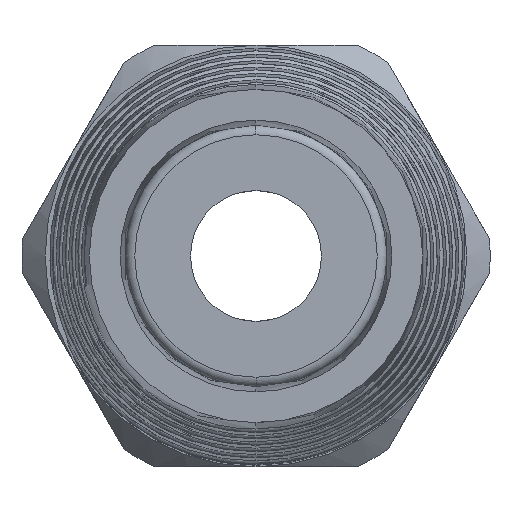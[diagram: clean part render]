
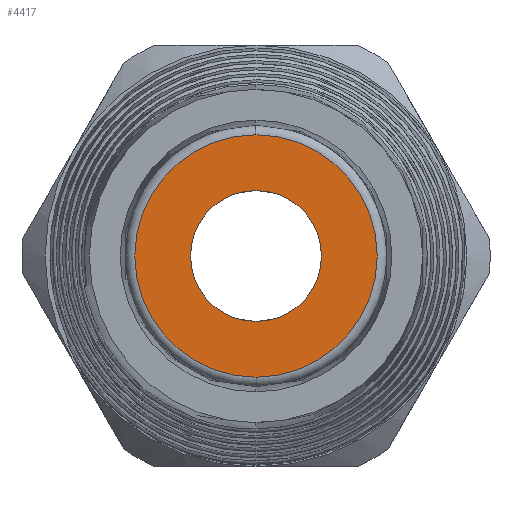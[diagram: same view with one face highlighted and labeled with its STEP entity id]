
A CAD part, left-side view. The second image highlights one B-rep face of the part: STEP entity #4417.
In plain terms, the highlighted planar face has unit normal (-1, 0, 0).
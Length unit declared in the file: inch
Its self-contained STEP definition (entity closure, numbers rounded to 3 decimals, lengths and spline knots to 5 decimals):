
#1229 = CARTESIAN_POINT ( 'NONE',  ( -1.26, 0., 0. ) ) ;
#1276 = DIRECTION ( 'NONE',  ( 0., 0., -1. ) ) ;
#1277 = DIRECTION ( 'NONE',  ( 1., 0., 0. ) ) ;
#1278 = CARTESIAN_POINT ( 'NONE',  ( -1.26, 0., 0. ) ) ;
#1279 = AXIS2_PLACEMENT_3D ( 'NONE', #1278, #1277, #1276 ) ;
#1280 = CIRCLE ( 'NONE', #1279, 0.135 ) ;
#1281 = DIRECTION ( 'NONE',  ( 0., 0., 1. ) ) ;
#1282 = DIRECTION ( 'NONE',  ( -1., 0., 0. ) ) ;
#1283 = CARTESIAN_POINT ( 'NONE',  ( -1.26, 0.25, 0. ) ) ;
#1284 = AXIS2_PLACEMENT_3D ( 'NONE', #1283, #1282, #1281 ) ;
#1285 = PLANE ( 'NONE',  #1284 ) ;
#1286 = FACE_OUTER_BOUND ( 'NONE', #4422, .T. ) ;
#1287 = FACE_BOUND ( 'NONE', #4418, .T. ) ;
#1288 = DIRECTION ( 'NONE',  ( 0., 0., -1. ) ) ;
#1289 = DIRECTION ( 'NONE',  ( 1., 0., 0. ) ) ;
#1290 = AXIS2_PLACEMENT_3D ( 'NONE', #1229, #1289, #1288 ) ;
#1291 = CIRCLE ( 'NONE', #1290, 0.25 ) ;
#4325 = EDGE_CURVE ( 'NONE', #4326, #4327, #9378, .T. ) ;
#4326 = VERTEX_POINT ( 'NONE', #9373 ) ;
#4327 = VERTEX_POINT ( 'NONE', #9372 ) ;
#4372 = EDGE_CURVE ( 'NONE', #4373, #4374, #9666, .T. ) ;
#4373 = VERTEX_POINT ( 'NONE', #9661 ) ;
#4374 = VERTEX_POINT ( 'NONE', #9660 ) ;
#4414 = EDGE_CURVE ( 'NONE', #4327, #4326, #1291, .T. ) ;
#4417 = ADVANCED_FACE ( 'NONE', ( #1287, #1286 ), #1285, .T. ) ;
#4418 = EDGE_LOOP ( 'NONE', ( #4419, #4421 ) ) ;
#4419 = ORIENTED_EDGE ( 'NONE', *, *, #4420, .T. ) ;
#4420 = EDGE_CURVE ( 'NONE', #4374, #4373, #1280, .T. ) ;
#4421 = ORIENTED_EDGE ( 'NONE', *, *, #4372, .T. ) ;
#4422 = EDGE_LOOP ( 'NONE', ( #4423, #4424 ) ) ;
#4423 = ORIENTED_EDGE ( 'NONE', *, *, #4325, .F. ) ;
#4424 = ORIENTED_EDGE ( 'NONE', *, *, #4414, .F. ) ;
#9372 = CARTESIAN_POINT ( 'NONE',  ( -1.26, 0., 0.25 ) ) ;
#9373 = CARTESIAN_POINT ( 'NONE',  ( -1.26, 0., -0.25 ) ) ;
#9374 = DIRECTION ( 'NONE',  ( 0., 0., -1. ) ) ;
#9375 = DIRECTION ( 'NONE',  ( 1., 0., 0. ) ) ;
#9376 = CARTESIAN_POINT ( 'NONE',  ( -1.26, 0., 0. ) ) ;
#9377 = AXIS2_PLACEMENT_3D ( 'NONE', #9376, #9375, #9374 ) ;
#9378 = CIRCLE ( 'NONE', #9377, 0.25 ) ;
#9660 = CARTESIAN_POINT ( 'NONE',  ( -1.26, 0., -0.135 ) ) ;
#9661 = CARTESIAN_POINT ( 'NONE',  ( -1.26, 0., 0.135 ) ) ;
#9662 = DIRECTION ( 'NONE',  ( 0., 0., -1. ) ) ;
#9663 = DIRECTION ( 'NONE',  ( 1., 0., 0. ) ) ;
#9664 = CARTESIAN_POINT ( 'NONE',  ( -1.26, 0., 0. ) ) ;
#9665 = AXIS2_PLACEMENT_3D ( 'NONE', #9664, #9663, #9662 ) ;
#9666 = CIRCLE ( 'NONE', #9665, 0.135 ) ;
